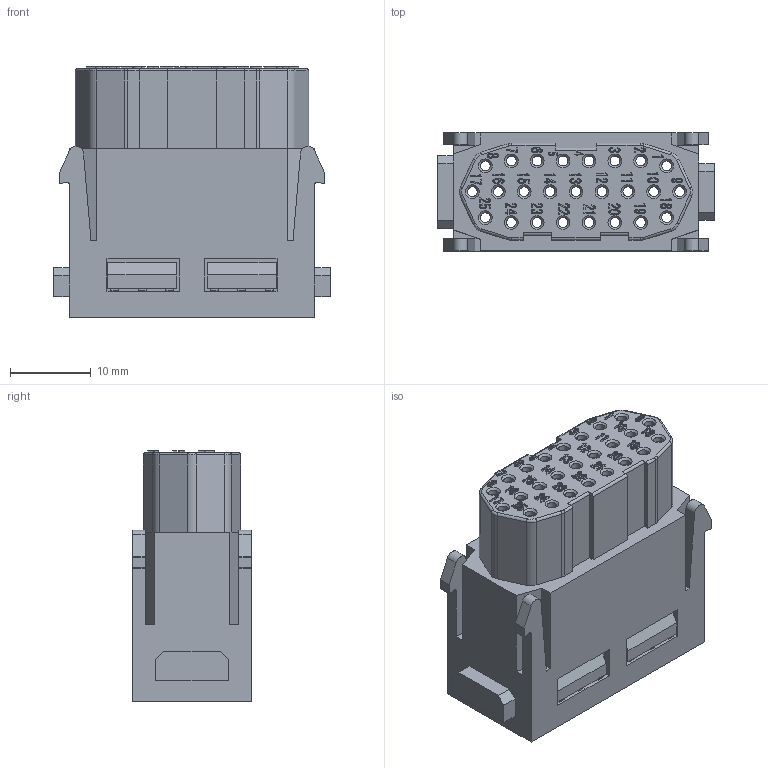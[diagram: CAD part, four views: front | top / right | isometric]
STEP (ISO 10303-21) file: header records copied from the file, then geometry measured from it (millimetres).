
FILE_DESCRIPTION(/* description */ (''),/* implementation_level */ '2;1');
FILE_NAME(/* name */ 'HMDS-025-FC.stp',/* time_stamp */ '2023-07-26T09:30:21+08:00',/* author */ (''),/* organization */ (''),/* preprocessor_version */ 'ST-DEVELOPER v16',/* originating_system */ 'SIEMENS PLM Software NX 10.0',/* authorisation */ '');
FILE_SCHEMA (('AUTOMOTIVE_DESIGN { 1 0 10303 214 3 1 1 1 }'));
Length unit declared in the file: millimetre
Products named in the file (1): Admi152C81298tq1
Bounding box: 34.2 x 14.6 x 30.9 mm (x, y, z)
Volume: 5797.7 mm3; surface area: 9916.5 mm2
Topology: 1 solids, 1 shells, 897 faces, 2310 edges, 1525 vertices
Faces by surface type: plane 581, cylinder 171, extrusion 110, cone 25, torus 10
Full cylindrical faces by diameter (mm): 1.2 x25, 2.3 x25, 2.35 x25
Entity records: 33031 total; most frequent: CARTESIAN_POINT 9194, ORIENTED_EDGE 4408, DIRECTION 3863, EDGE_CURVE 2204, VECTOR 1557, VERTEX_POINT 1521, LINE 1447, EDGE_LOOP 1219
